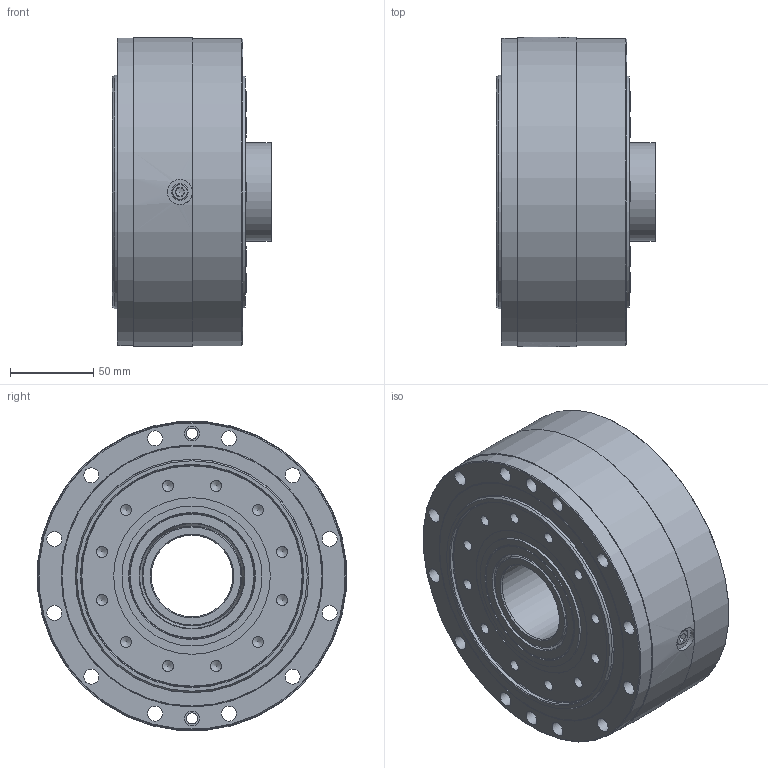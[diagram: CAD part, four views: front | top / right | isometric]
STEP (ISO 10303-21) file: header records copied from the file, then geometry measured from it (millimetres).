
FILE_DESCRIPTION(/* description */ (''),/* implementation_level */ '2;1');
FILE_NAME(/* name */ 'F4C-C25_STD.stp',/* time_stamp */ '2017-12-06T13:54:43+09:00',/* author */ ('Ikk_Taniyama'),/* organization */ (''),/* preprocessor_version */ 'ST-DEVELOPER v15.6',/* originating_system */ 'Autodesk Inventor 2015',/* authorisation */ '');
FILE_SCHEMA (('AUTOMOTIVE_DESIGN { 1 0 10303 214 3 1 1 }'));
Length unit declared in the file: millimetre
Products named in the file (1): F4C-C25_STD
Bounding box: 96 x 186 x 185.29 mm (x, y, z)
Volume: 688653.5 mm3; surface area: 301026.4 mm2
Topology: 1 solids, 4 shells, 384 faces, 807 edges, 513 vertices
Faces by surface type: plane 162, cylinder 124, cone 67, torus 31
Full cylindrical faces by diameter (mm): 2.459 x6, 6.647 x14, 8 x8, 8.566 x2, 9 x22, 13 x8, 14 x8, 15 x2, 15.5 x8, 49 x1, 59 x1, 60 x4, 63.6 x2, 65 x1, 73 x2, 75 x4, 84 x1, 85 x2, 87 x1, 94 x1, 127 x1, 129.86 x2, 133 x1, 137 x2, 140 x6, 144.08 x2, 147.5 x1, 153.6 x2, 155 x2, 157 x4
Entity records: 9144 total; most frequent: CARTESIAN_POINT 1577, DIRECTION 1550, ORIENTED_EDGE 1044, EDGE_LOOP 724, AXIS2_PLACEMENT_3D 703, EDGE_CURVE 516, VERTEX_POINT 444, STYLED_ITEM 385
